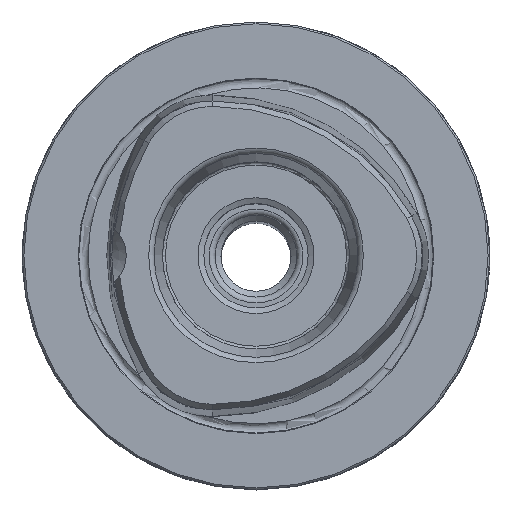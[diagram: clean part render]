
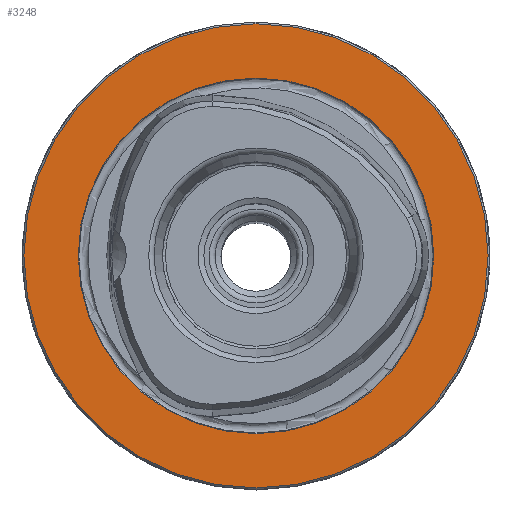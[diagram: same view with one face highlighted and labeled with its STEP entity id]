
A CAD part, top view. The second image highlights one B-rep face of the part: STEP entity #3248.
In plain terms, the highlighted planar face has unit normal (0, 0, 1).
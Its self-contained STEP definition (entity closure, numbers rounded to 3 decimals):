
#217=PLANE('',#3509);
#572=ORIENTED_EDGE('',*,*,#990,.T.);
#573=ORIENTED_EDGE('',*,*,#989,.F.);
#989=EDGE_CURVE('',#1208,#1208,#1363,.T.);
#990=EDGE_CURVE('',#1209,#1209,#1364,.T.);
#1208=VERTEX_POINT('',#4975);
#1209=VERTEX_POINT('',#4978);
#1363=CIRCLE('',#3508,30.414);
#1364=CIRCLE('',#3510,39.7);
#1521=EDGE_LOOP('',(#572));
#1522=EDGE_LOOP('',(#573));
#1795=FACE_BOUND('',#1521,.T.);
#1796=FACE_BOUND('',#1522,.T.);
#3248=ADVANCED_FACE('',(#1795,#1796),#217,.T.);
#3508=AXIS2_PLACEMENT_3D('',#4974,#4010,#4011);
#3509=AXIS2_PLACEMENT_3D('',#4976,#4012,#4013);
#3510=AXIS2_PLACEMENT_3D('',#4977,#4014,#4015);
#4010=DIRECTION('',(0.,0.,1.));
#4011=DIRECTION('',(1.,0.,0.));
#4012=DIRECTION('',(0.,0.,1.));
#4013=DIRECTION('',(1.,0.,0.));
#4014=DIRECTION('',(0.,0.,1.));
#4015=DIRECTION('',(1.,0.,0.));
#4974=CARTESIAN_POINT('',(0.,0.,0.));
#4975=CARTESIAN_POINT('',(30.414,0.,0.));
#4976=CARTESIAN_POINT('',(30.25,0.,0.));
#4977=CARTESIAN_POINT('',(0.,0.,0.));
#4978=CARTESIAN_POINT('',(39.7,0.,0.));
